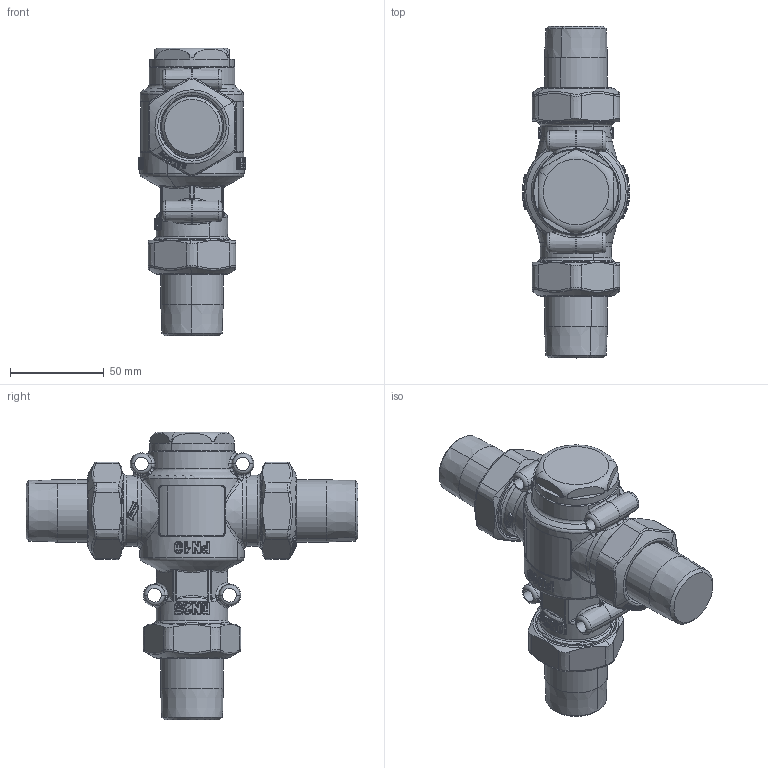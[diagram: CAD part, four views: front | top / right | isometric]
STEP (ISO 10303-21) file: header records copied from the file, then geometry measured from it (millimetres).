
FILE_DESCRIPTION(('CATIA V5 STEP Exchange'),'2;1');
FILE_NAME('STEP_280064_-_TST.stp','2017-05-25T12:44:58+00:00',('none'),('none'),'CATIA Version 5-6 Release 2014 SP5','CATIA V5 STEP AP203','none');
FILE_SCHEMA(('CONFIG_CONTROL_DESIGN'));
Products named in the file (1): 280064 - TST
Bounding box: 57.49 x 177 x 153.5 mm (x, y, z)
Volume: 398967.2 mm3; surface area: 58698.7 mm2
Topology: 1 solids, 5 shells, 2636 faces, 6112 edges, 3264 vertices
Faces by surface type: bspline 1441, cylinder 377, sphere 274, torus 191, plane 186, cone 155, extrusion 12
Entity records: 147882 total; most frequent: CARTESIAN_POINT 104005, ORIENTED_EDGE 11688, EDGE_CURVE 5844, B_SPLINE_CURVE_WITH_KNOTS 3900, DIRECTION 3842, VERTEX_POINT 3264, EDGE_LOOP 2698, ADVANCED_FACE 2636
